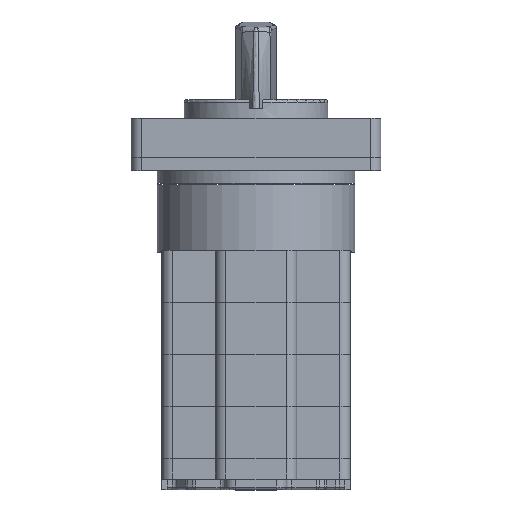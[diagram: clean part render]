
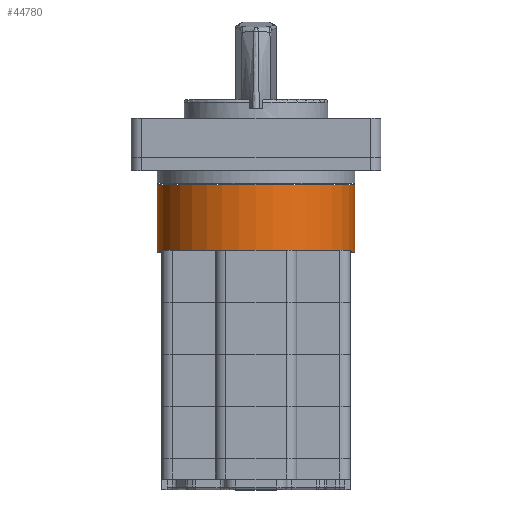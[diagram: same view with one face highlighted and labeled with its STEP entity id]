
A CAD part, top view. The second image highlights one B-rep face of the part: STEP entity #44780.
In plain terms, the highlighted cylindrical face has radius 19 mm (diameter 38 mm), a partial arc.
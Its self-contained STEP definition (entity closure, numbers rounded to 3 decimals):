
#44739=CARTESIAN_POINT('',(0.,-5.4,0.));
#44740=DIRECTION('',(0.,-1.,0.));
#44741=DIRECTION('',(0.,0.,-1.));
#44742=AXIS2_PLACEMENT_3D('',#44739,#44740,#44741);
#44743=CYLINDRICAL_SURFACE('',#44742,19.);
#44744=CARTESIAN_POINT('',(0.,-18.3,-19.));
#44745=VERTEX_POINT('',#44744);
#44746=CARTESIAN_POINT('',(0.,-5.4,-19.));
#44747=VERTEX_POINT('',#44746);
#44748=CARTESIAN_POINT('',(0.,-18.3,-19.));
#44749=DIRECTION('',(-0.,1.,-0.));
#44750=VECTOR('',#44749,12.9);
#44751=LINE('',#44748,#44750);
#44752=EDGE_CURVE('',#44745,#44747,#44751,.T.);
#44753=ORIENTED_EDGE('',*,*,#44752,.T.);
#44754=CARTESIAN_POINT('',(-19.,-5.4,0.));
#44755=VERTEX_POINT('',#44754);
#44756=CARTESIAN_POINT('',(0.,-5.4,0.));
#44757=DIRECTION('',(0.,1.,0.));
#44758=DIRECTION('',(-1.,0.,0.));
#44759=AXIS2_PLACEMENT_3D('',#44756,#44757,#44758);
#44760=CIRCLE('',#44759,19.);
#44761=EDGE_CURVE('',#44755,#44747,#44760,.T.);
#44762=ORIENTED_EDGE('',*,*,#44761,.F.);
#44763=CARTESIAN_POINT('',(-19.,-18.3,0.));
#44764=VERTEX_POINT('',#44763);
#44765=CARTESIAN_POINT('',(-19.,-5.4,0.));
#44766=DIRECTION('',(0.,-1.,0.));
#44767=VECTOR('',#44766,12.9);
#44768=LINE('',#44765,#44767);
#44769=EDGE_CURVE('',#44755,#44764,#44768,.T.);
#44770=ORIENTED_EDGE('',*,*,#44769,.T.);
#44771=CARTESIAN_POINT('',(0.,-18.3,0.));
#44772=DIRECTION('',(0.,1.,0.));
#44773=DIRECTION('',(-1.,0.,0.));
#44774=AXIS2_PLACEMENT_3D('',#44771,#44772,#44773);
#44775=CIRCLE('',#44774,19.);
#44776=EDGE_CURVE('',#44764,#44745,#44775,.T.);
#44777=ORIENTED_EDGE('',*,*,#44776,.T.);
#44778=EDGE_LOOP('',(#44753,#44762,#44770,#44777));
#44779=FACE_BOUND('',#44778,.T.);
#44780=ADVANCED_FACE('',(#44779),#44743,.T.);
